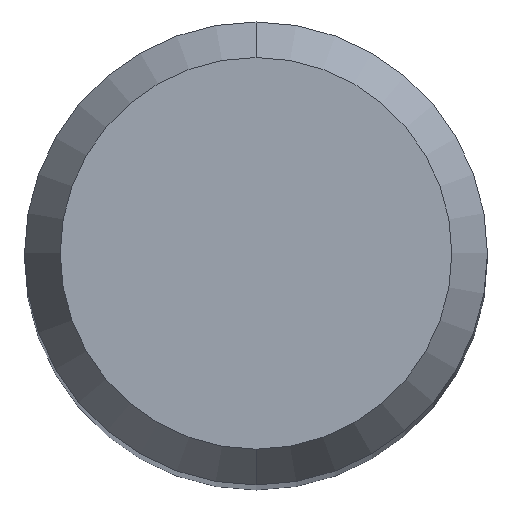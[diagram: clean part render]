
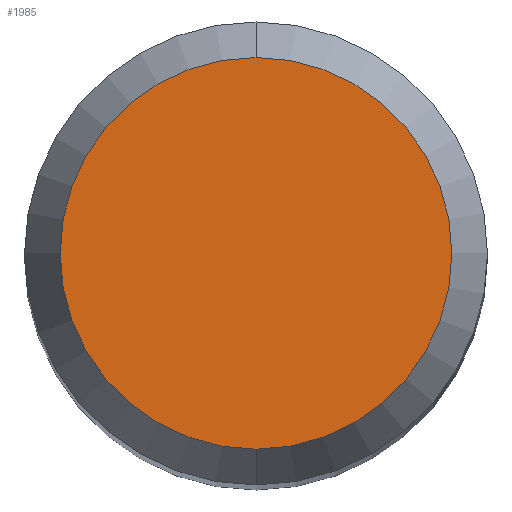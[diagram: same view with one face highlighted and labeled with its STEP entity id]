
A CAD part, top view. The second image highlights one B-rep face of the part: STEP entity #1985.
In plain terms, the highlighted planar face has unit normal (0, 0, 1).
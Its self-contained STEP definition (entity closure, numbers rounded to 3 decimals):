
#1197=VERTEX_POINT('',#2577);
#1449=EDGE_CURVE('',#1197,#1983,#2849,.T.);
#1759=EDGE_CURVE('',#1983,#1197,#3191,.T.);
#1983=VERTEX_POINT('',#3441);
#1985=ADVANCED_FACE('',(#3443),#3444,.T.);
#2577=CARTESIAN_POINT('',(0.0,2.538,0.0));
#2849=CIRCLE('',#10736,2.538);
#3191=CIRCLE('',#14231,2.538);
#3441=CARTESIAN_POINT('',(0.,-2.538,0.0));
#3443=FACE_OUTER_BOUND('',#16058,.T.);
#3444=PLANE('',#16059);
#10736=AXIS2_PLACEMENT_3D('',#16833,#16834,#16835);
#14231=AXIS2_PLACEMENT_3D('',#17185,#17186,#17187);
#16058=EDGE_LOOP('',(#17529,#17530));
#16059=AXIS2_PLACEMENT_3D('',#17531,#17532,#17533);
#16833=CARTESIAN_POINT('',(0.0,0.0,0.0));
#16834=DIRECTION('',(0.0,0.0,-1.0));
#16835=DIRECTION('',(0.0,1.0,0.0));
#17185=CARTESIAN_POINT('',(0.0,0.0,0.0));
#17186=DIRECTION('',(0.0,0.0,-1.0));
#17187=DIRECTION('',(0.0,1.0,0.0));
#17529=ORIENTED_EDGE('',*,*,#1449,.F.);
#17530=ORIENTED_EDGE('',*,*,#1759,.F.);
#17531=CARTESIAN_POINT('',(0.0,1.269,0.0));
#17532=DIRECTION('',(-0.0,0.0,1.0));
#17533=DIRECTION('',(0.0,-1.0,0.0));
